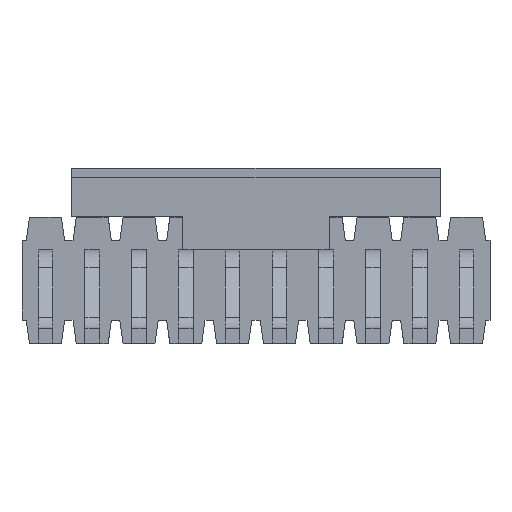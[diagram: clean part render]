
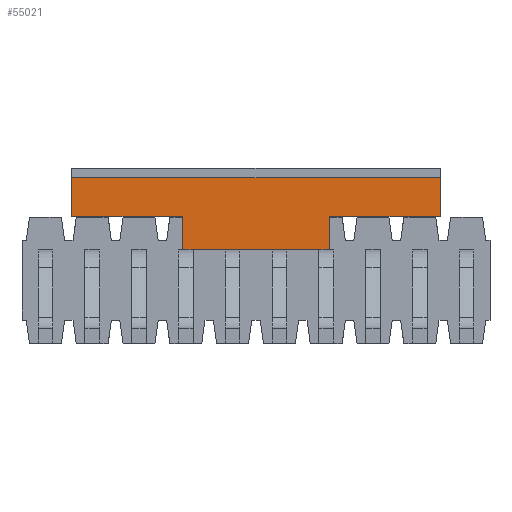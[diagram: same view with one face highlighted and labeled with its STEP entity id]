
A CAD part, top view. The second image highlights one B-rep face of the part: STEP entity #55021.
In plain terms, the highlighted planar face has unit normal (0, 0, 1).
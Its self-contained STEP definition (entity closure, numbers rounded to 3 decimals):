
#54391 = PLANE('',#54392);
#54392 = AXIS2_PLACEMENT_3D('',#54393,#54394,#54395);
#54393 = CARTESIAN_POINT('',(-3.591,2.485,-1.2));
#54394 = DIRECTION('',(0.,1.,0.));
#54395 = DIRECTION('',(1.,0.,0.));
#54475 = VERTEX_POINT('',#54476);
#54476 = CARTESIAN_POINT('',(6.409,2.485,2.1));
#54490 = PLANE('',#54491);
#54491 = AXIS2_PLACEMENT_3D('',#54492,#54493,#54494);
#54492 = CARTESIAN_POINT('',(6.409,1.885,-1.5));
#54493 = DIRECTION('',(-1.,0.,0.));
#54494 = DIRECTION('',(0.,0.,-1.));
#54502 = EDGE_CURVE('',#54475,#54503,#54505,.T.);
#54503 = VERTEX_POINT('',#54504);
#54504 = CARTESIAN_POINT('',(3.409,2.485,2.1));
#54505 = SURFACE_CURVE('',#54506,(#54510,#54517),.PCURVE_S1.);
#54506 = LINE('',#54507,#54508);
#54507 = CARTESIAN_POINT('',(6.409,2.485,2.1));
#54508 = VECTOR('',#54509,1.);
#54509 = DIRECTION('',(-1.,0.,0.));
#54510 = PCURVE('',#54391,#54511);
#54511 = DEFINITIONAL_REPRESENTATION('',(#54512),#54516);
#54512 = LINE('',#54513,#54514);
#54513 = CARTESIAN_POINT('',(10.,-3.3));
#54514 = VECTOR('',#54515,1.);
#54515 = DIRECTION('',(-1.,0.));
#54516 = ( GEOMETRIC_REPRESENTATION_CONTEXT(2) 
PARAMETRIC_REPRESENTATION_CONTEXT() REPRESENTATION_CONTEXT('2D SPACE',''
  ) );
#54517 = PCURVE('',#54518,#54523);
#54518 = PLANE('',#54519);
#54519 = AXIS2_PLACEMENT_3D('',#54520,#54521,#54522);
#54520 = CARTESIAN_POINT('',(-3.591,1.585,2.1));
#54521 = DIRECTION('',(0.,0.,-1.));
#54522 = DIRECTION('',(1.,0.,0.));
#54523 = DEFINITIONAL_REPRESENTATION('',(#54524),#54528);
#54524 = LINE('',#54525,#54526);
#54525 = CARTESIAN_POINT('',(10.,-0.9));
#54526 = VECTOR('',#54527,1.);
#54527 = DIRECTION('',(-1.,0.));
#54528 = ( GEOMETRIC_REPRESENTATION_CONTEXT(2) 
PARAMETRIC_REPRESENTATION_CONTEXT() REPRESENTATION_CONTEXT('2D SPACE',''
  ) );
#54546 = PLANE('',#54547);
#54547 = AXIS2_PLACEMENT_3D('',#54548,#54549,#54550);
#54548 = CARTESIAN_POINT('',(3.409,1.585,-2.25));
#54549 = DIRECTION('',(-1.,0.,0.));
#54550 = DIRECTION('',(0.,0.,-1.));
#54587 = VERTEX_POINT('',#54588);
#54588 = CARTESIAN_POINT('',(-0.591,2.485,2.1));
#54602 = PLANE('',#54603);
#54603 = AXIS2_PLACEMENT_3D('',#54604,#54605,#54606);
#54604 = CARTESIAN_POINT('',(-0.591,1.585,-2.25));
#54605 = DIRECTION('',(1.,0.,0.));
#54606 = DIRECTION('',(0.,0.,1.));
#54614 = EDGE_CURVE('',#54587,#54615,#54617,.T.);
#54615 = VERTEX_POINT('',#54616);
#54616 = CARTESIAN_POINT('',(-3.591,2.485,2.1));
#54617 = SURFACE_CURVE('',#54618,(#54622,#54629),.PCURVE_S1.);
#54618 = LINE('',#54619,#54620);
#54619 = CARTESIAN_POINT('',(-3.591,2.485,2.1));
#54620 = VECTOR('',#54621,1.);
#54621 = DIRECTION('',(-1.,0.,0.));
#54622 = PCURVE('',#54391,#54623);
#54623 = DEFINITIONAL_REPRESENTATION('',(#54624),#54628);
#54624 = LINE('',#54625,#54626);
#54625 = CARTESIAN_POINT('',(0.,-3.3));
#54626 = VECTOR('',#54627,1.);
#54627 = DIRECTION('',(-1.,0.));
#54628 = ( GEOMETRIC_REPRESENTATION_CONTEXT(2) 
PARAMETRIC_REPRESENTATION_CONTEXT() REPRESENTATION_CONTEXT('2D SPACE',''
  ) );
#54629 = PCURVE('',#54518,#54630);
#54630 = DEFINITIONAL_REPRESENTATION('',(#54631),#54635);
#54631 = LINE('',#54632,#54633);
#54632 = CARTESIAN_POINT('',(0.,-0.9));
#54633 = VECTOR('',#54634,1.);
#54634 = DIRECTION('',(-1.,0.));
#54635 = ( GEOMETRIC_REPRESENTATION_CONTEXT(2) 
PARAMETRIC_REPRESENTATION_CONTEXT() REPRESENTATION_CONTEXT('2D SPACE',''
  ) );
#54653 = PLANE('',#54654);
#54654 = AXIS2_PLACEMENT_3D('',#54655,#54656,#54657);
#54655 = CARTESIAN_POINT('',(-3.591,1.885,-1.5));
#54656 = DIRECTION('',(-1.,0.,0.));
#54657 = DIRECTION('',(0.,0.,-1.));
#54895 = PLANE('',#54896);
#54896 = AXIS2_PLACEMENT_3D('',#54897,#54898,#54899);
#54897 = CARTESIAN_POINT('',(-3.591,1.585,2.1));
#54898 = DIRECTION('',(0.,1.,0.));
#54899 = DIRECTION('',(1.,0.,0.));
#54956 = VERTEX_POINT('',#54957);
#54957 = CARTESIAN_POINT('',(3.409,1.585,2.1));
#54978 = EDGE_CURVE('',#54979,#54956,#54981,.T.);
#54979 = VERTEX_POINT('',#54980);
#54980 = CARTESIAN_POINT('',(-0.591,1.585,2.1));
#54981 = SURFACE_CURVE('',#54982,(#54986,#54993),.PCURVE_S1.);
#54982 = LINE('',#54983,#54984);
#54983 = CARTESIAN_POINT('',(-3.591,1.585,2.1));
#54984 = VECTOR('',#54985,1.);
#54985 = DIRECTION('',(1.,0.,0.));
#54986 = PCURVE('',#54895,#54987);
#54987 = DEFINITIONAL_REPRESENTATION('',(#54988),#54992);
#54988 = LINE('',#54989,#54990);
#54989 = CARTESIAN_POINT('',(0.,0.));
#54990 = VECTOR('',#54991,1.);
#54991 = DIRECTION('',(1.,0.));
#54992 = ( GEOMETRIC_REPRESENTATION_CONTEXT(2) 
PARAMETRIC_REPRESENTATION_CONTEXT() REPRESENTATION_CONTEXT('2D SPACE',''
  ) );
#54993 = PCURVE('',#54518,#54994);
#54994 = DEFINITIONAL_REPRESENTATION('',(#54995),#54999);
#54995 = LINE('',#54996,#54997);
#54996 = CARTESIAN_POINT('',(0.,0.));
#54997 = VECTOR('',#54998,1.);
#54998 = DIRECTION('',(1.,0.));
#54999 = ( GEOMETRIC_REPRESENTATION_CONTEXT(2) 
PARAMETRIC_REPRESENTATION_CONTEXT() REPRESENTATION_CONTEXT('2D SPACE',''
  ) );
#55021 = ADVANCED_FACE('',(#55022),#54518,.F.);
#55022 = FACE_BOUND('',#55023,.T.);
#55023 = EDGE_LOOP('',(#55024,#55025,#55046,#55047,#55070,#55098,#55119,
    #55120));
#55024 = ORIENTED_EDGE('',*,*,#54978,.T.);
#55025 = ORIENTED_EDGE('',*,*,#55026,.F.);
#55026 = EDGE_CURVE('',#54503,#54956,#55027,.T.);
#55027 = SURFACE_CURVE('',#55028,(#55032,#55039),.PCURVE_S1.);
#55028 = LINE('',#55029,#55030);
#55029 = CARTESIAN_POINT('',(3.409,1.585,2.1));
#55030 = VECTOR('',#55031,1.);
#55031 = DIRECTION('',(0.,-1.,0.));
#55032 = PCURVE('',#54518,#55033);
#55033 = DEFINITIONAL_REPRESENTATION('',(#55034),#55038);
#55034 = LINE('',#55035,#55036);
#55035 = CARTESIAN_POINT('',(7.,0.));
#55036 = VECTOR('',#55037,1.);
#55037 = DIRECTION('',(0.,1.));
#55038 = ( GEOMETRIC_REPRESENTATION_CONTEXT(2) 
PARAMETRIC_REPRESENTATION_CONTEXT() REPRESENTATION_CONTEXT('2D SPACE',''
  ) );
#55039 = PCURVE('',#54546,#55040);
#55040 = DEFINITIONAL_REPRESENTATION('',(#55041),#55045);
#55041 = LINE('',#55042,#55043);
#55042 = CARTESIAN_POINT('',(-4.35,0.));
#55043 = VECTOR('',#55044,1.);
#55044 = DIRECTION('',(0.,1.));
#55045 = ( GEOMETRIC_REPRESENTATION_CONTEXT(2) 
PARAMETRIC_REPRESENTATION_CONTEXT() REPRESENTATION_CONTEXT('2D SPACE',''
  ) );
#55046 = ORIENTED_EDGE('',*,*,#54502,.F.);
#55047 = ORIENTED_EDGE('',*,*,#55048,.T.);
#55048 = EDGE_CURVE('',#54475,#55049,#55051,.T.);
#55049 = VERTEX_POINT('',#55050);
#55050 = CARTESIAN_POINT('',(6.409,3.535,2.1));
#55051 = SURFACE_CURVE('',#55052,(#55056,#55063),.PCURVE_S1.);
#55052 = LINE('',#55053,#55054);
#55053 = CARTESIAN_POINT('',(6.409,1.585,2.1));
#55054 = VECTOR('',#55055,1.);
#55055 = DIRECTION('',(0.,1.,0.));
#55056 = PCURVE('',#54518,#55057);
#55057 = DEFINITIONAL_REPRESENTATION('',(#55058),#55062);
#55058 = LINE('',#55059,#55060);
#55059 = CARTESIAN_POINT('',(10.,0.));
#55060 = VECTOR('',#55061,1.);
#55061 = DIRECTION('',(0.,-1.));
#55062 = ( GEOMETRIC_REPRESENTATION_CONTEXT(2) 
PARAMETRIC_REPRESENTATION_CONTEXT() REPRESENTATION_CONTEXT('2D SPACE',''
  ) );
#55063 = PCURVE('',#54490,#55064);
#55064 = DEFINITIONAL_REPRESENTATION('',(#55065),#55069);
#55065 = LINE('',#55066,#55067);
#55066 = CARTESIAN_POINT('',(-3.6,0.3));
#55067 = VECTOR('',#55068,1.);
#55068 = DIRECTION('',(0.,-1.));
#55069 = ( GEOMETRIC_REPRESENTATION_CONTEXT(2) 
PARAMETRIC_REPRESENTATION_CONTEXT() REPRESENTATION_CONTEXT('2D SPACE',''
  ) );
#55070 = ORIENTED_EDGE('',*,*,#55071,.F.);
#55071 = EDGE_CURVE('',#55072,#55049,#55074,.T.);
#55072 = VERTEX_POINT('',#55073);
#55073 = CARTESIAN_POINT('',(-3.591,3.535,2.1));
#55074 = SURFACE_CURVE('',#55075,(#55079,#55086),.PCURVE_S1.);
#55075 = LINE('',#55076,#55077);
#55076 = CARTESIAN_POINT('',(-3.591,3.535,2.1));
#55077 = VECTOR('',#55078,1.);
#55078 = DIRECTION('',(1.,0.,0.));
#55079 = PCURVE('',#54518,#55080);
#55080 = DEFINITIONAL_REPRESENTATION('',(#55081),#55085);
#55081 = LINE('',#55082,#55083);
#55082 = CARTESIAN_POINT('',(0.,-1.95));
#55083 = VECTOR('',#55084,1.);
#55084 = DIRECTION('',(1.,0.));
#55085 = ( GEOMETRIC_REPRESENTATION_CONTEXT(2) 
PARAMETRIC_REPRESENTATION_CONTEXT() REPRESENTATION_CONTEXT('2D SPACE',''
  ) );
#55086 = PCURVE('',#55087,#55092);
#55087 = PLANE('',#55088);
#55088 = AXIS2_PLACEMENT_3D('',#55089,#55090,#55091);
#55089 = CARTESIAN_POINT('',(-3.591,3.535,2.1));
#55090 = DIRECTION('',(0.,1.,0.));
#55091 = DIRECTION('',(1.,0.,0.));
#55092 = DEFINITIONAL_REPRESENTATION('',(#55093),#55097);
#55093 = LINE('',#55094,#55095);
#55094 = CARTESIAN_POINT('',(0.,0.));
#55095 = VECTOR('',#55096,1.);
#55096 = DIRECTION('',(1.,0.));
#55097 = ( GEOMETRIC_REPRESENTATION_CONTEXT(2) 
PARAMETRIC_REPRESENTATION_CONTEXT() REPRESENTATION_CONTEXT('2D SPACE',''
  ) );
#55098 = ORIENTED_EDGE('',*,*,#55099,.F.);
#55099 = EDGE_CURVE('',#54615,#55072,#55100,.T.);
#55100 = SURFACE_CURVE('',#55101,(#55105,#55112),.PCURVE_S1.);
#55101 = LINE('',#55102,#55103);
#55102 = CARTESIAN_POINT('',(-3.591,1.585,2.1));
#55103 = VECTOR('',#55104,1.);
#55104 = DIRECTION('',(0.,1.,0.));
#55105 = PCURVE('',#54518,#55106);
#55106 = DEFINITIONAL_REPRESENTATION('',(#55107),#55111);
#55107 = LINE('',#55108,#55109);
#55108 = CARTESIAN_POINT('',(0.,0.));
#55109 = VECTOR('',#55110,1.);
#55110 = DIRECTION('',(0.,-1.));
#55111 = ( GEOMETRIC_REPRESENTATION_CONTEXT(2) 
PARAMETRIC_REPRESENTATION_CONTEXT() REPRESENTATION_CONTEXT('2D SPACE',''
  ) );
#55112 = PCURVE('',#54653,#55113);
#55113 = DEFINITIONAL_REPRESENTATION('',(#55114),#55118);
#55114 = LINE('',#55115,#55116);
#55115 = CARTESIAN_POINT('',(-3.6,0.3));
#55116 = VECTOR('',#55117,1.);
#55117 = DIRECTION('',(0.,-1.));
#55118 = ( GEOMETRIC_REPRESENTATION_CONTEXT(2) 
PARAMETRIC_REPRESENTATION_CONTEXT() REPRESENTATION_CONTEXT('2D SPACE',''
  ) );
#55119 = ORIENTED_EDGE('',*,*,#54614,.F.);
#55120 = ORIENTED_EDGE('',*,*,#55121,.F.);
#55121 = EDGE_CURVE('',#54979,#54587,#55122,.T.);
#55122 = SURFACE_CURVE('',#55123,(#55127,#55134),.PCURVE_S1.);
#55123 = LINE('',#55124,#55125);
#55124 = CARTESIAN_POINT('',(-0.591,1.585,2.1));
#55125 = VECTOR('',#55126,1.);
#55126 = DIRECTION('',(0.,1.,0.));
#55127 = PCURVE('',#54518,#55128);
#55128 = DEFINITIONAL_REPRESENTATION('',(#55129),#55133);
#55129 = LINE('',#55130,#55131);
#55130 = CARTESIAN_POINT('',(3.,0.));
#55131 = VECTOR('',#55132,1.);
#55132 = DIRECTION('',(0.,-1.));
#55133 = ( GEOMETRIC_REPRESENTATION_CONTEXT(2) 
PARAMETRIC_REPRESENTATION_CONTEXT() REPRESENTATION_CONTEXT('2D SPACE',''
  ) );
#55134 = PCURVE('',#54602,#55135);
#55135 = DEFINITIONAL_REPRESENTATION('',(#55136),#55140);
#55136 = LINE('',#55137,#55138);
#55137 = CARTESIAN_POINT('',(4.35,0.));
#55138 = VECTOR('',#55139,1.);
#55139 = DIRECTION('',(0.,-1.));
#55140 = ( GEOMETRIC_REPRESENTATION_CONTEXT(2) 
PARAMETRIC_REPRESENTATION_CONTEXT() REPRESENTATION_CONTEXT('2D SPACE',''
  ) );
